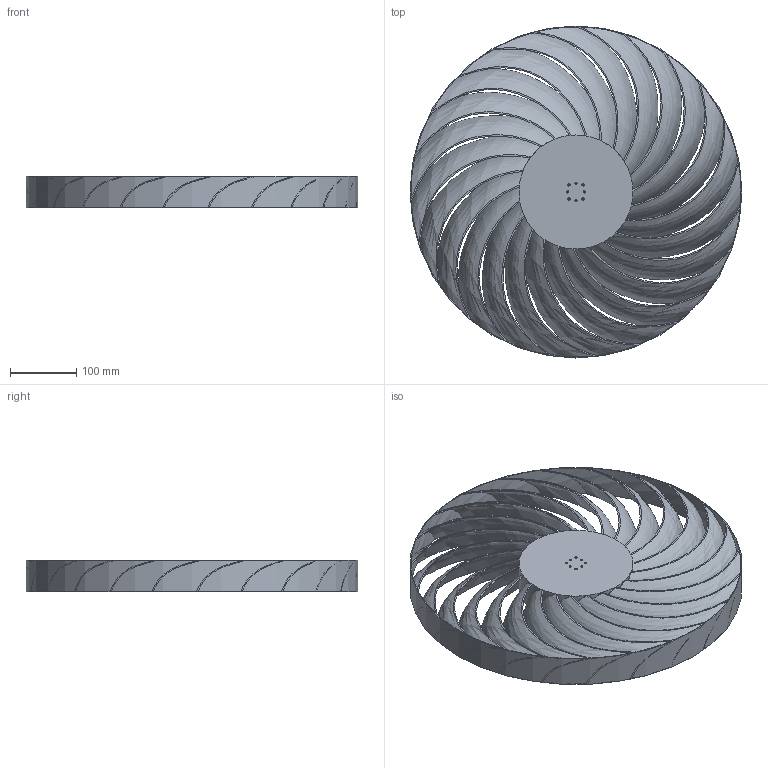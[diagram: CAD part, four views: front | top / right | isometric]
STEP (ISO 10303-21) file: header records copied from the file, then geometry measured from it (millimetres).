
FILE_DESCRIPTION(/* description */ ('STEP AP214','CAx-IF Rec.Pracs.---Representation and Presentation of Product Manufacturing Information (PMI)---4.0---2014-10-13'),/* implementation_level */ '2;1');
FILE_NAME(/* name */ 'v16 extended v11 v2.step',/* time_stamp */ '2025-02-13T12:38:41-05:00',/* author */ (''),/* organization */ (''),/* preprocessor_version */ 'ST-DEVELOPER v20',/* originating_system */ 'Autodesk Translation Framework v13.20.0.188',/* authorisation */ '');
FILE_SCHEMA (('AP242_MANAGED_MODEL_BASED_3D_ENGINEERING_MIM_LF { 1 0 10303 442 1 1 4 }'));
Length unit declared in the file: millimetre
Products named in the file (1): 1
Bounding box: 501 x 501 x 47.36 mm (x, y, z)
Volume: 594498.1 mm3; surface area: 907991 mm2
Topology: 1 solids, 1 shells, 128 faces, 375 edges, 250 vertices
Faces by surface type: bspline 69, cylinder 56, plane 3
Full cylindrical faces by diameter (mm): 3.2 x8, 166.001 x1, 501 x1
Entity records: 20169 total; most frequent: CARTESIAN_POINT 17208, ORIENTED_EDGE 750, EDGE_CURVE 375, DIRECTION 354, B_SPLINE_CURVE_WITH_KNOTS 253, VERTEX_POINT 250, EDGE_LOOP 191, AXIS2_PLACEMENT_3D 172
